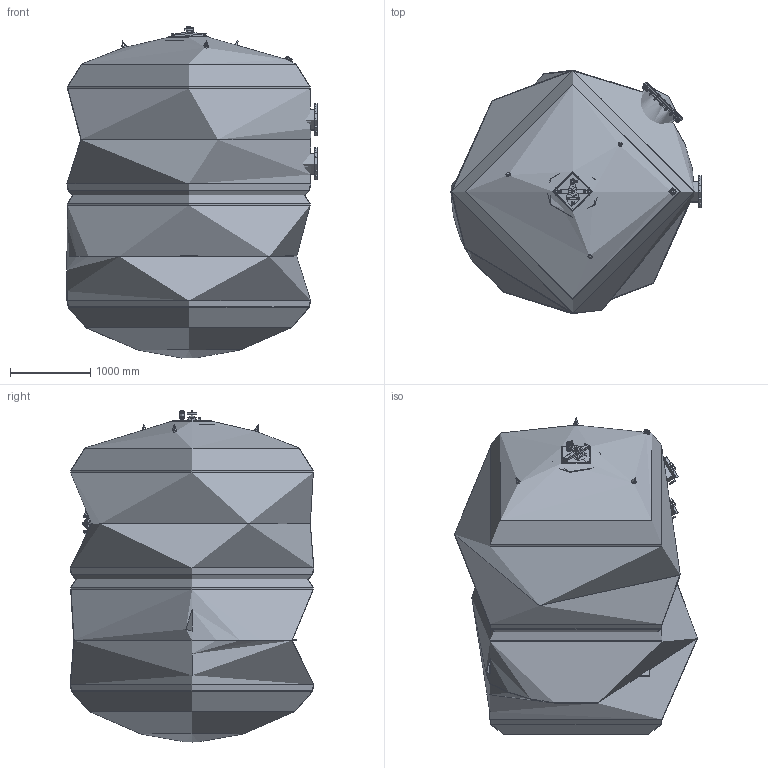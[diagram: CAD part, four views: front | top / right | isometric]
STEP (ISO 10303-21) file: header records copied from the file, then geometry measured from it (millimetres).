
FILE_DESCRIPTION( ( '' ), '1' );
FILE_NAME( '170912 HCFF1182502WVA (VFSCN230025H).stp', '2017-09-18T10:24:46', ( 'Fiberpool Internacional' ), ( 'Fiberpool Internacional' ), 'PSStep 14.0', 'SolidEdgeST3', ' ' );
FILE_SCHEMA( ( 'AUTOMOTIVE_DESIGN { 1 0 10303 214 1 1 1 1 }' ) );
Length unit declared in the file: millimetre
Products named in the file (58): Desaigua filtre industrial 1pols-oa7; Boca Lateral Ø500; Cancamo de elevación-oa10; Assem1; Sortida Descarga arena Ø90 2010 2350-3000-oa1; Tapa oval filtro industrial completa 2,5 BARS-oa6; Cancamo de elevación-oa11; Base tapa ovalada filtro 2,5 BARS; filtre 3000 FB HAYW BOCA 500 170705-oa12; Válvula de bola 32-1pols; Junta Netvitc System Ø90 EPDM con anillo acero A-4; Manòmetre  ; TAPON NETVITC Ø 90 C-B (CON TORNILLERIA INOX 316); Manòmetre filtro industrial 2011 -oa8; Brida Netvitc System Ø90; ½ Brida Netvitc System Ø90; Screw_DIN_912_M8x40_v8.00; Nut_DIN_934_M8_v8.00; Junta Netvitc System Ø90 EPDM; Anillo Acero A-4 Netvitc System Ø90; cos válvula 32-1pols; manguito valvula bola 32-1pols; femella valvula 32-1pols; maneta válvula 32-1pols; Varilla Roscada M-14x165mm Inox 304; TUERCA INFERIOR SUJ_JUNTA TAP_OV; JUNTA TOR.22,00x4,00 NBR-70; TUERCA SUPERIOR SUJ_JUNTA TAP_OV; Base tapa ovalada filtro 2,5 BAR Act-oa3; Tapon Netvitc System Ø90; Portabrida Netvitc System Ø90 PVC; Volante filtro-oa4; cos manòmetre filtre industrial; fons manòmetre; agulla manòmetre; vidre manòmetre; Bolt_DIN_580_M24_v8.00; Nut_DIN_934_M24_v8.00; Screw_DIN_933_M16x80_v8.00; Cos boca Ø500 ...
Bounding box: 3110 x 3030 x 4128.23 mm (x, y, z)
Volume: 836737369.9 mm3; surface area: 226004246.8 mm2
Topology: 473 solids, 473 shells, 8463 faces, 20405 edges, 13412 vertices
Faces by surface type: plane 4937, cylinder 2088, cone 947, bspline 240, torus 209, sphere 26, offset 10, extrusion 6
Full cylindrical faces by diameter (mm): 4 x48, 6 x45, 6.466 x11, 6.647 x11, 8 x30, 10.106 x10, 11.835 x5, 12 x5, 13 x19, 13.546 x61, 14 x88, 14.5 x5, 15.5 x4, 16 x247, 19.6 x9, 20 x9, 20.752 x7, 21 x4, 22 x201, 22.49 x61, 23.5 x8, 24 x14, 25 x15, 26 x16, 28 x3, 29 x5, 29.5 x5, 29.605 x8, 30 x121, 32 x15
Entity records: 68677 total; most frequent: CARTESIAN_POINT 39784, DIRECTION 4497, ORIENTED_EDGE 3794, EDGE_CURVE 1897, AXIS2_PLACEMENT_3D 1761, EDGE_LOOP 1430, VERTEX_POINT 1369, FACE_OUTER_BOUND 1139
